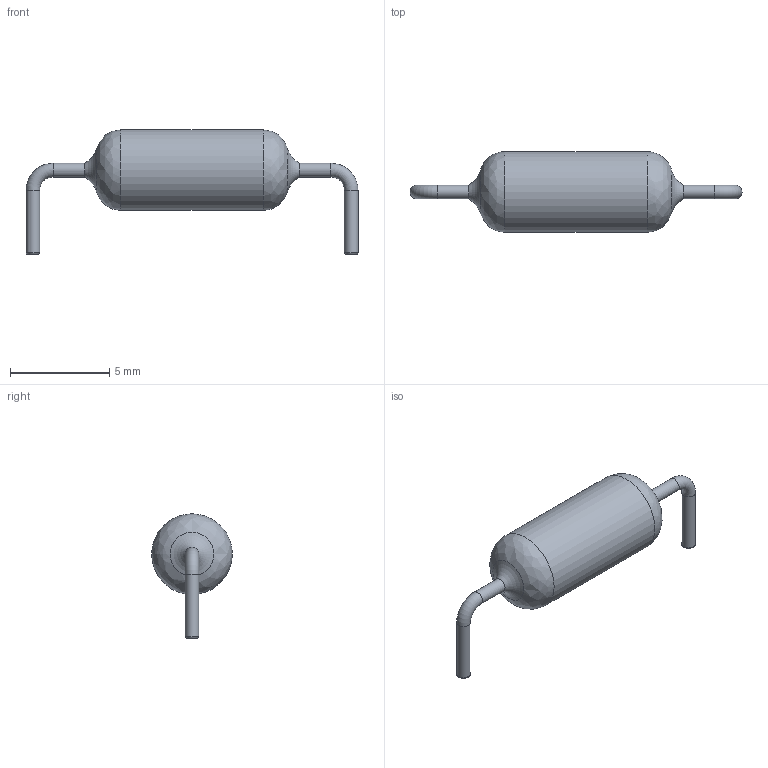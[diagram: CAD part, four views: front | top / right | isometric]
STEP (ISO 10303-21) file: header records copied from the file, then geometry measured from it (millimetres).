
FILE_DESCRIPTION(/* description */ (''),/* implementation_level */ '2;1');
FILE_NAME(/* name */ 'Resistor-Vishay-CMF60.step',/* time_stamp */ '2023-10-24T23:45:14+02:00',/* author */ (''),/* organization */ (''),/* preprocessor_version */ 'ST-DEVELOPER v20',/* originating_system */ 'Autodesk Translation Framework v12.14.0.127',/* authorisation */ '');
FILE_SCHEMA (('AUTOMOTIVE_DESIGN { 1 0 10303 214 3 1 1 }'));
Length unit declared in the file: millimetre
Products named in the file (3): Resistor-Vishay-CMF60; Body; Leads
Assembly tree (2 placements, depth 2):
  Resistor-Vishay-CMF60
    Body
    Leads
Bounding box: 16.72 x 4.06 x 6.26 mm (x, y, z)
Volume: 128.3 mm3; surface area: 187.8 mm2
Topology: 2 solids, 2 shells, 16 faces, 35 edges, 23 vertices
Faces by surface type: torus 6, cylinder 4, plane 4, bspline 2
Full cylindrical faces by diameter (mm): 0.69 x3, 4.06 x1
Entity records: 615 total; most frequent: CARTESIAN_POINT 132, DIRECTION 106, ORIENTED_EDGE 70, AXIS2_PLACEMENT_3D 51, EDGE_CURVE 35, CIRCLE 31, VERTEX_POINT 23, FACE_OUTER_BOUND 16
